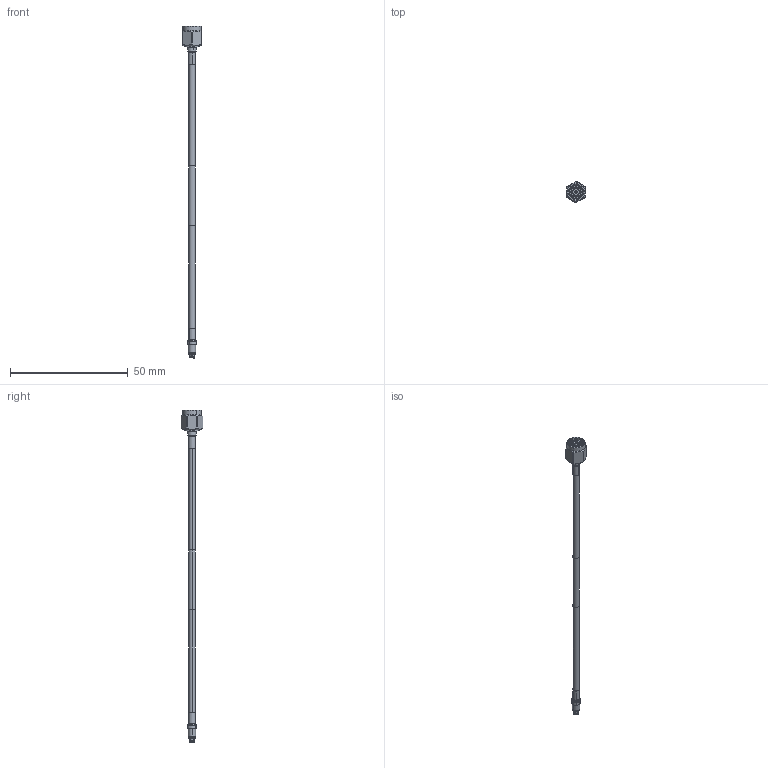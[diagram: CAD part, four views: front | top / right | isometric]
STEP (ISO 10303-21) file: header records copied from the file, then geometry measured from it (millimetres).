
FILE_DESCRIPTION (( 'STEP AP214' ), '1' );
FILE_NAME ('FMCA1754LF_3D.step', '2024-01-19T19:46:10', ( '' ), ( '' ), 'SwSTEP 2.0', 'SolidWorks 2022', '' );
FILE_SCHEMA (( 'AUTOMOTIVE_DESIGN' ));
Length unit declared in the file: inch
Products named in the file (5): Copy of Heatshrink_FM-F086_240177^FMCA1754LF; Copy of FMCN1606^FMCA1754LF; Copy of PE44974 ¦ SC5431^FMCA1754LF; Copy of Cable_FM-F086_240177^FMCA1754LF; FMCA1754LF_3D
Assembly tree (5 placements, depth 2):
  FMCA1754LF_3D
    Copy of Cable_FM-F086_240177^FMCA1754LF
    Copy of Heatshrink_FM-F086_240177^FMCA1754LF  x2
    Copy of FMCN1606^FMCA1754LF
    Copy of PE44974 ¦ SC5431^FMCA1754LF
Bounding box: 7.94 x 8.99 x 140.97 mm (x, y, z)
Volume: 1208.9 mm3; surface area: 1963.2 mm2
Topology: 5 solids, 5 shells, 234 faces, 573 edges, 362 vertices
Faces by surface type: cylinder 83, plane 69, cone 63, bspline 11, torus 8
Entity records: 11361 total; most frequent: CARTESIAN_POINT 4147, ORIENTED_EDGE 1102, DIRECTION 1089, EDGE_CURVE 551, AXIS2_PLACEMENT_3D 438, VERTEX_POINT 350, EDGE_LOOP 239, FACE_OUTER_BOUND 222
